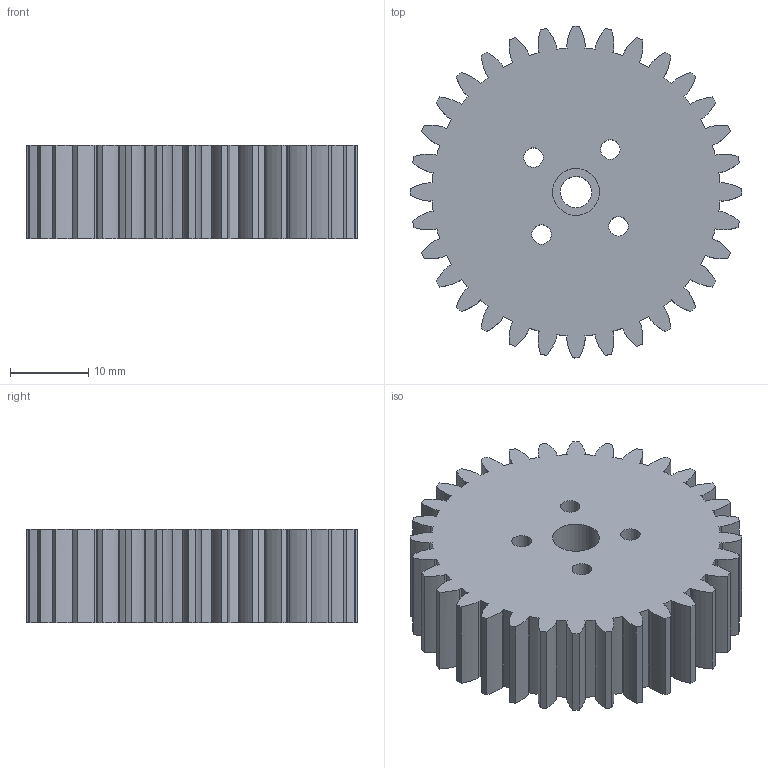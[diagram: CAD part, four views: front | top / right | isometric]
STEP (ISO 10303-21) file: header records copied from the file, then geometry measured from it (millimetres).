
FILE_DESCRIPTION(/* description */ (''),/* implementation_level */ '2;1');
FILE_NAME(/* name */ 'Spur Gear_v1.step',/* time_stamp */ '2025-04-08T13:46:05-04:00',/* author */ (''),/* organization */ (''),/* preprocessor_version */ 'ST-DEVELOPER v20.1',/* originating_system */ 'Autodesk Translation Framework v14.4.0.0',/* authorisation */ '');
FILE_SCHEMA (('AUTOMOTIVE_DESIGN { 1 0 10303 214 3 1 1 }'));
Length unit declared in the file: millimetre
Products named in the file (1): Spur Gear
Bounding box: 42.5 x 42.5 x 12 mm (x, y, z)
Volume: 14302.3 mm3; surface area: 6094.6 mm2
Topology: 1 solids, 1 shells, 201 faces, 595 edges, 397 vertices
Faces by surface type: cylinder 70, plane 67, bspline 64
Full cylindrical faces by diameter (mm): 2.5 x4, 4 x1, 6 x1
Entity records: 25147 total; most frequent: CARTESIAN_POINT 20207, ORIENTED_EDGE 1190, DIRECTION 882, EDGE_CURVE 595, VERTEX_POINT 397, LINE 326, VECTOR 326, AXIS2_PLACEMENT_3D 278
